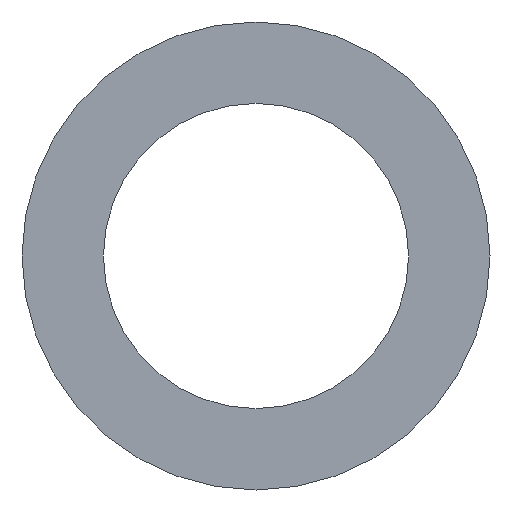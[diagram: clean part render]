
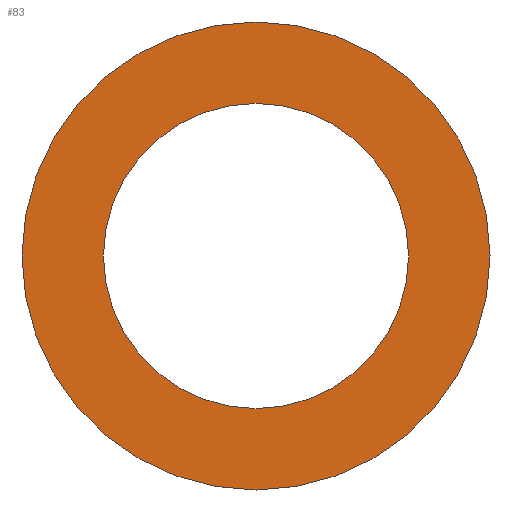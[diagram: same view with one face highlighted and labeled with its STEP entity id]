
A CAD part, left-side view. The second image highlights one B-rep face of the part: STEP entity #83.
In plain terms, the highlighted planar face has unit normal (-1, 0, 0).
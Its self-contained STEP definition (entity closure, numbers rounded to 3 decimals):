
#83 = ADVANCED_FACE( '', ( #206, #207 ), #208, .T. );
#89 = EDGE_CURVE( '', #163, #153, #214, .T. );
#95 = EDGE_CURVE( '', #97, #103, #223, .T. );
#97 = VERTEX_POINT( '', #225 );
#103 = VERTEX_POINT( '', #232 );
#117 = EDGE_CURVE( '', #103, #97, #248, .T. );
#153 = VERTEX_POINT( '', #291 );
#163 = VERTEX_POINT( '', #301 );
#181 = EDGE_CURVE( '', #153, #163, #319, .T. );
#206 = FACE_BOUND( '', #335, .T. );
#207 = FACE_OUTER_BOUND( '', #336, .T. );
#208 = PLANE( '', #337 );
#214 = CIRCLE( '', #346, 51.5 );
#223 = CIRCLE( '', #356, 79. );
#225 = CARTESIAN_POINT( '', ( -5., -79., 0. ) );
#232 = CARTESIAN_POINT( '', ( -5., 79., 0. ) );
#248 = CIRCLE( '', #388, 79. );
#291 = CARTESIAN_POINT( '', ( -5., -51.5, 0. ) );
#301 = CARTESIAN_POINT( '', ( -5., 51.5, 0. ) );
#319 = CIRCLE( '', #478, 51.5 );
#335 = EDGE_LOOP( '', ( #491, #492 ) );
#336 = EDGE_LOOP( '', ( #493, #494 ) );
#337 = AXIS2_PLACEMENT_3D( '', #495, #496, #497 );
#346 = AXIS2_PLACEMENT_3D( '', #499, #500, #501 );
#356 = AXIS2_PLACEMENT_3D( '', #518, #519, #520 );
#388 = AXIS2_PLACEMENT_3D( '', #553, #554, #555 );
#478 = AXIS2_PLACEMENT_3D( '', #630, #631, #632 );
#491 = ORIENTED_EDGE( '', *, *, #89, .F. );
#492 = ORIENTED_EDGE( '', *, *, #181, .F. );
#493 = ORIENTED_EDGE( '', *, *, #117, .T. );
#494 = ORIENTED_EDGE( '', *, *, #95, .T. );
#495 = CARTESIAN_POINT( '', ( -5., 65.25, 0. ) );
#496 = DIRECTION( '', ( -1., 0., 0. ) );
#497 = DIRECTION( '', ( 0., 1., 0. ) );
#499 = CARTESIAN_POINT( '', ( -5., 0., 0. ) );
#500 = DIRECTION( '', ( -1., 0., 0. ) );
#501 = DIRECTION( '', ( 0., 1., 0. ) );
#518 = CARTESIAN_POINT( '', ( -5., 0., 0. ) );
#519 = DIRECTION( '', ( -1., 0., 0. ) );
#520 = DIRECTION( '', ( 0., 1., 0. ) );
#553 = CARTESIAN_POINT( '', ( -5., 0., 0. ) );
#554 = DIRECTION( '', ( -1., 0., 0. ) );
#555 = DIRECTION( '', ( 0., 1., 0. ) );
#630 = CARTESIAN_POINT( '', ( -5., 0., 0. ) );
#631 = DIRECTION( '', ( -1., 0., 0. ) );
#632 = DIRECTION( '', ( 0., 1., 0. ) );
